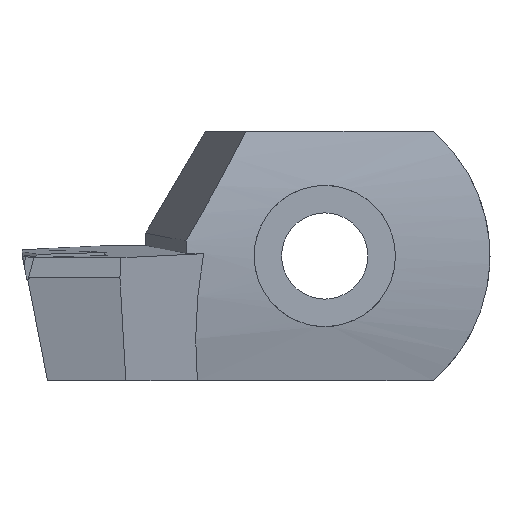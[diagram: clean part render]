
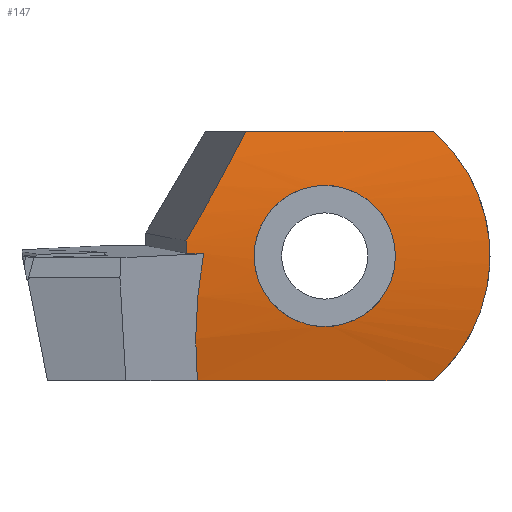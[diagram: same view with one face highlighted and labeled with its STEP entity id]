
A CAD part, front view. The second image highlights one B-rep face of the part: STEP entity #147.
In plain terms, the highlighted cylindrical face has radius 48 mm (diameter 96 mm), a partial arc.
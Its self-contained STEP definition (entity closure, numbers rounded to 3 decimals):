
#105=CYLINDRICAL_SURFACE('',#699,48.);
#107=B_SPLINE_CURVE_WITH_KNOTS('',3,(#965,#966,#967,#968,#969,#970,#971,
#972,#973,#974),.UNSPECIFIED.,.F.,.F.,(4,2,2,2,4),(0.,0.25,0.5,0.75,1.),
 .UNSPECIFIED.);
#108=B_SPLINE_CURVE_WITH_KNOTS('',3,(#979,#980,#981,#982,#983,#984,#985,
#986,#987,#988,#989,#990,#991,#992,#993,#994,#995,#996),.UNSPECIFIED.,.T.,
 .F.,(2,2,2,2,2,2,2,2,2,2,2),(-0.125,0.,0.125,0.25,0.375,0.5,0.625,0.75,
0.875,1.,1.125),.UNSPECIFIED.);
#117=FACE_BOUND('',#233,.T.);
#118=FACE_BOUND('',#234,.T.);
#147=ADVANCED_FACE('',(#117,#118),#105,.T.);
#233=EDGE_LOOP('',(#349,#350,#351,#352,#353,#354,#355));
#234=EDGE_LOOP('',(#356));
#246=ELLIPSE('',#669,17524.309,48.);
#247=ELLIPSE('',#671,57.475,48.);
#248=ELLIPSE('',#673,49.693,48.);
#249=ELLIPSE('',#682,68.392,48.);
#349=ORIENTED_EDGE('',*,*,#511,.F.);
#350=ORIENTED_EDGE('',*,*,#502,.T.);
#351=ORIENTED_EDGE('',*,*,#474,.T.);
#352=ORIENTED_EDGE('',*,*,#478,.F.);
#353=ORIENTED_EDGE('',*,*,#466,.T.);
#354=ORIENTED_EDGE('',*,*,#506,.F.);
#355=ORIENTED_EDGE('',*,*,#495,.F.);
#356=ORIENTED_EDGE('',*,*,#513,.F.);
#412=VERTEX_POINT('',#877);
#413=VERTEX_POINT('',#879);
#420=VERTEX_POINT('',#895);
#421=VERTEX_POINT('',#896);
#435=VERTEX_POINT('',#937);
#436=VERTEX_POINT('',#938);
#440=VERTEX_POINT('',#950);
#445=VERTEX_POINT('',#997);
#466=EDGE_CURVE('',#413,#412,#246,.T.);
#474=EDGE_CURVE('',#420,#421,#247,.T.);
#478=EDGE_CURVE('',#413,#421,#248,.T.);
#495=EDGE_CURVE('',#435,#436,#570,.T.);
#502=EDGE_CURVE('',#440,#420,#577,.T.);
#506=EDGE_CURVE('',#436,#412,#249,.T.);
#511=EDGE_CURVE('',#440,#435,#107,.T.);
#513=EDGE_CURVE('',#445,#445,#108,.T.);
#570=LINE('',#936,#632);
#577=LINE('',#949,#639);
#632=VECTOR('',#766,1.);
#639=VECTOR('',#775,1.);
#669=AXIS2_PLACEMENT_3D('',#878,#719,#720);
#671=AXIS2_PLACEMENT_3D('',#894,#730,#731);
#673=AXIS2_PLACEMENT_3D('',#903,#737,#738);
#682=AXIS2_PLACEMENT_3D('',#957,#781,#782);
#699=AXIS2_PLACEMENT_3D('',#1009,#818,#819);
#719=DIRECTION('',(0.003,-0.052,0.999));
#720=DIRECTION('',(1.,0.,-0.003));
#730=DIRECTION('',(0.835,0.25,-0.49));
#731=DIRECTION('',(0.55,-0.38,0.744));
#737=DIRECTION('',(-0.966,-0.259,-0.011));
#738=DIRECTION('',(0.259,-0.965,-0.041));
#766=DIRECTION('',(-1.,0.,0.));
#775=DIRECTION('',(-1.,0.,0.));
#781=DIRECTION('',(-0.702,0.702,0.122));
#782=DIRECTION('',(0.712,0.691,0.12));
#818=DIRECTION('',(1.,0.,0.));
#819=DIRECTION('',(0.,0.,-1.));
#877=CARTESIAN_POINT('',(17.439,-19.999,0.222));
#878=CARTESIAN_POINT('',(1014.111,28.,0.));
#879=CARTESIAN_POINT('',(15.781,-19.999,0.226));
#894=CARTESIAN_POINT('',(0.549,28.,0.));
#895=CARTESIAN_POINT('',(21.505,-18.476,12.));
#896=CARTESIAN_POINT('',(15.762,-19.978,1.441));
#903=CARTESIAN_POINT('',(2.933,28.,0.));
#936=CARTESIAN_POINT('',(15.,-18.476,-12.));
#937=CARTESIAN_POINT('',(39.531,-18.476,-12.));
#938=CARTESIAN_POINT('',(16.84,-18.476,-12.));
#949=CARTESIAN_POINT('',(15.,-18.476,12.));
#950=CARTESIAN_POINT('',(39.531,-18.476,12.));
#957=CARTESIAN_POINT('',(65.4,28.,0.));
#965=CARTESIAN_POINT('',(39.531,-18.476,12.));
#966=CARTESIAN_POINT('',(41.246,-18.861,10.51));
#967=CARTESIAN_POINT('',(42.614,-19.255,8.676));
#968=CARTESIAN_POINT('',(44.497,-19.827,4.567));
#969=CARTESIAN_POINT('',(44.999,-20.,2.281));
#970=CARTESIAN_POINT('',(45.001,-20.,-2.261));
#971=CARTESIAN_POINT('',(44.505,-19.83,-4.544));
#972=CARTESIAN_POINT('',(42.616,-19.255,-8.677));
#973=CARTESIAN_POINT('',(41.246,-18.861,-10.51));
#974=CARTESIAN_POINT('',(39.531,-18.476,-12.));
#979=CARTESIAN_POINT('',(30.899,-19.516,6.8));
#980=CARTESIAN_POINT('',(27.301,-19.516,6.8));
#981=CARTESIAN_POINT('',(25.544,-19.632,6.061));
#982=CARTESIAN_POINT('',(23.038,-19.885,3.555));
#983=CARTESIAN_POINT('',(22.301,-20.,1.78));
#984=CARTESIAN_POINT('',(22.299,-20.,-1.773));
#985=CARTESIAN_POINT('',(23.023,-19.886,-3.538));
#986=CARTESIAN_POINT('',(25.557,-19.631,-6.075));
#987=CARTESIAN_POINT('',(27.321,-19.516,-6.799));
#988=CARTESIAN_POINT('',(30.874,-19.516,-6.801));
#989=CARTESIAN_POINT('',(32.649,-19.632,-6.065));
#990=CARTESIAN_POINT('',(35.159,-19.884,-3.56));
#991=CARTESIAN_POINT('',(35.898,-20.,-1.804));
#992=CARTESIAN_POINT('',(35.902,-20.,1.792));
#993=CARTESIAN_POINT('',(35.164,-19.885,3.551));
#994=CARTESIAN_POINT('',(32.66,-19.633,6.058));
#995=CARTESIAN_POINT('',(30.899,-19.516,6.8));
#996=CARTESIAN_POINT('',(27.301,-19.516,6.8));
#997=CARTESIAN_POINT('',(29.1,-19.516,6.8));
#1009=CARTESIAN_POINT('',(15.,28.,0.));
